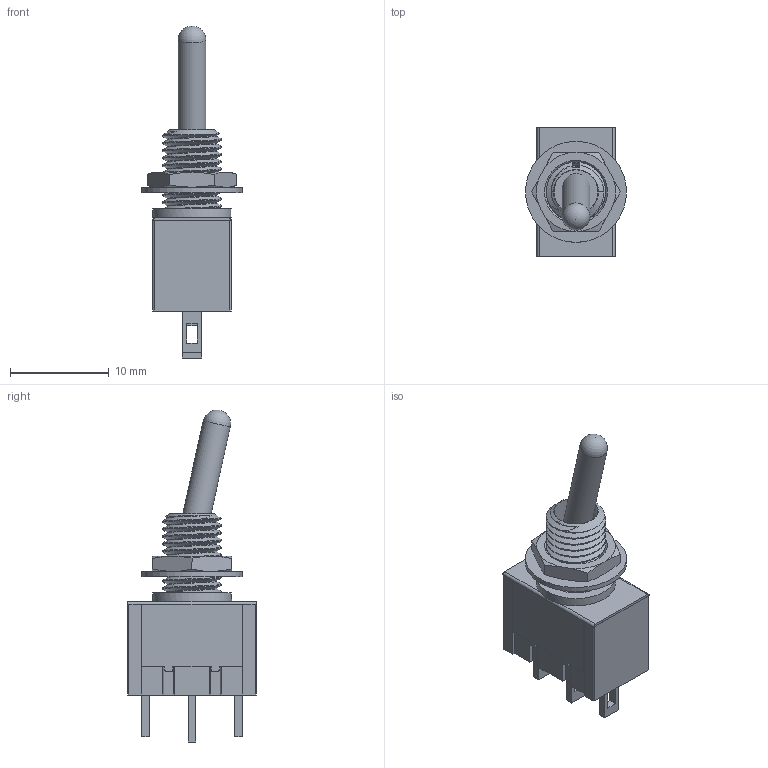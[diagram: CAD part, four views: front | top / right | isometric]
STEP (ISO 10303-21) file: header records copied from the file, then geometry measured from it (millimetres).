
FILE_DESCRIPTION(/* description */ ('STEP AP242','CAx-IF Rec.Pracs.---Representation and Presentation of Product Manufacturing Information (PMI)---4.0---2014-10-13','CAx-IF Rec.Pracs.---3D Tessellated Geometry---0.4---2014-09-14','2;1'),/* implementation_level */ '2;1');
FILE_NAME(/* name */ '63b059f0a77c4230cec8569a',/* time_stamp */ '2022-12-31T15:49:05+00:00',/* author */ (''),/* organization */ (''),/* preprocessor_version */ 'ST-DEVELOPER v18.102',/* originating_system */ ' ',/* authorisation */ ' ');
FILE_SCHEMA (('AP242_MANAGED_MODEL_BASED_3D_ENGINEERING_MIM_LF { 1 0 10303 442 1 1 4 }'));
Length unit declared in the file: metre
Products named in the file (18): Document
Bounding box: 10.21 x 13 x 33.55 mm (x, y, z)
Volume: 1029.8 mm3; surface area: 2021.5 mm2
Topology: 4 solids, 18 shells, 333 faces, 968 edges, 662 vertices
Faces by surface type: plane 175, cylinder 116, bspline 25, cone 16, sphere 1
Full cylindrical faces by diameter (mm): 2.794 x1, 4.445 x1, 10.211 x1
Entity records: 12404 total; most frequent: CARTESIAN_POINT 3617, ORIENTED_EDGE 1841, DIRECTION 1601, EDGE_CURVE 957, VERTEX_POINT 658, LINE 579, VECTOR 579, AXIS2_PLACEMENT_3D 511
